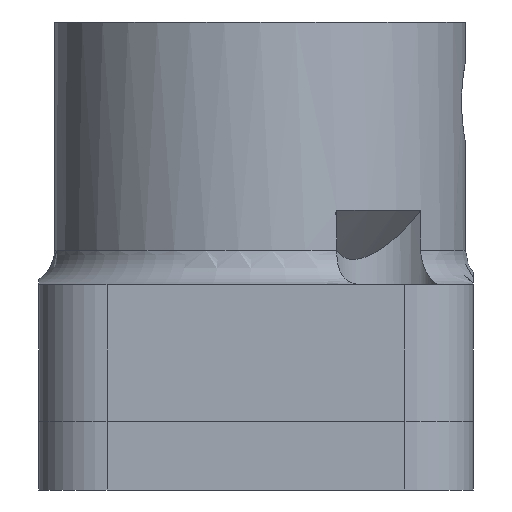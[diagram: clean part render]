
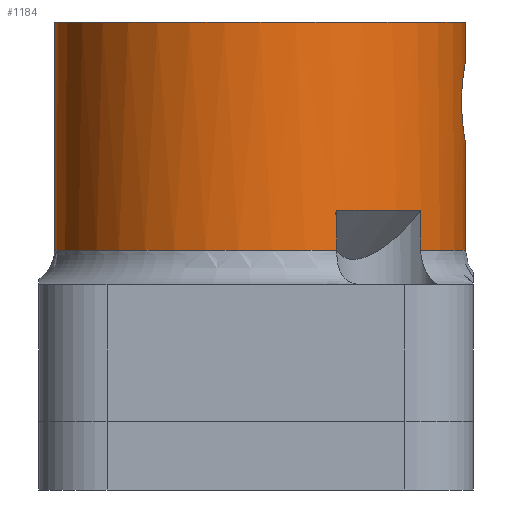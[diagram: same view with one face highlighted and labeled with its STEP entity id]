
A CAD part, front view. The second image highlights one B-rep face of the part: STEP entity #1184.
In plain terms, the highlighted cylindrical face has radius 9 mm (diameter 18 mm), a full revolution.
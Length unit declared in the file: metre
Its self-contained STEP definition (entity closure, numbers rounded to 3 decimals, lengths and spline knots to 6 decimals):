
#30=B_SPLINE_CURVE_WITH_KNOTS('',3,(#2124,#2125,#2126,#2127,#2128,#2129,
#2130,#2131,#2132,#2133,#2134),.UNSPECIFIED.,.T.,.F.,(1,1,1,1,1,1,1,1,1,
1,1,1,1,1,1),(-0.004111,-0.002741,-0.00137,
0.,0.00137,0.002741,0.004111,0.005482,
0.006852,0.008222,0.009593,0.010963,
0.012333,0.013704,0.015074),.UNSPECIFIED.);
#54=CYLINDRICAL_SURFACE('',#1299,0.009);
#114=LINE('',#1864,#186);
#115=LINE('',#1878,#187);
#116=LINE('',#1898,#188);
#117=LINE('',#1912,#189);
#186=VECTOR('',#1505,1.);
#187=VECTOR('',#1506,1.);
#188=VECTOR('',#1511,1.);
#189=VECTOR('',#1512,1.);
#340=ORIENTED_EDGE('',*,*,#623,.T.);
#341=ORIENTED_EDGE('',*,*,#616,.F.);
#342=ORIENTED_EDGE('',*,*,#624,.T.);
#343=ORIENTED_EDGE('',*,*,#612,.F.);
#344=ORIENTED_EDGE('',*,*,#625,.T.);
#345=ORIENTED_EDGE('',*,*,#610,.F.);
#346=ORIENTED_EDGE('',*,*,#626,.T.);
#347=ORIENTED_EDGE('',*,*,#618,.F.);
#348=ORIENTED_EDGE('',*,*,#627,.T.);
#349=ORIENTED_EDGE('',*,*,#622,.F.);
#610=EDGE_CURVE('',#760,#761,#114,.F.);
#612=EDGE_CURVE('',#762,#763,#115,.T.);
#616=EDGE_CURVE('',#764,#765,#116,.F.);
#618=EDGE_CURVE('',#766,#767,#117,.T.);
#622=EDGE_CURVE('',#770,#770,#30,.T.);
#623=EDGE_CURVE('',#771,#771,#862,.T.);
#624=EDGE_CURVE('',#764,#763,#863,.F.);
#625=EDGE_CURVE('',#762,#761,#864,.T.);
#626=EDGE_CURVE('',#760,#767,#865,.F.);
#627=EDGE_CURVE('',#766,#765,#866,.T.);
#760=VERTEX_POINT('',#1863);
#761=VERTEX_POINT('',#1865);
#762=VERTEX_POINT('',#1877);
#763=VERTEX_POINT('',#1879);
#764=VERTEX_POINT('',#1897);
#765=VERTEX_POINT('',#1899);
#766=VERTEX_POINT('',#1911);
#767=VERTEX_POINT('',#1913);
#770=VERTEX_POINT('',#2135);
#771=VERTEX_POINT('',#2138);
#862=CIRCLE('',#1300,0.009);
#863=CIRCLE('',#1301,0.009);
#864=CIRCLE('',#1302,0.009);
#865=CIRCLE('',#1303,0.009);
#866=CIRCLE('',#1304,0.009);
#943=EDGE_LOOP('',(#340));
#944=EDGE_LOOP('',(#341,#342,#343,#344,#345,#346,#347,#348));
#945=EDGE_LOOP('',(#349));
#1055=FACE_BOUND('',#943,.T.);
#1056=FACE_BOUND('',#944,.T.);
#1057=FACE_BOUND('',#945,.T.);
#1184=ADVANCED_FACE('',(#1055,#1056,#1057),#54,.T.);
#1299=AXIS2_PLACEMENT_3D('',#2136,#1515,#1516);
#1300=AXIS2_PLACEMENT_3D('',#2137,#1517,#1518);
#1301=AXIS2_PLACEMENT_3D('',#2139,#1519,#1520);
#1302=AXIS2_PLACEMENT_3D('',#2140,#1521,#1522);
#1303=AXIS2_PLACEMENT_3D('',#2141,#1523,#1524);
#1304=AXIS2_PLACEMENT_3D('',#2142,#1525,#1526);
#1505=DIRECTION('',(0.,0.,-1.));
#1506=DIRECTION('',(0.,0.,-1.));
#1511=DIRECTION('',(0.,0.,-1.));
#1512=DIRECTION('',(0.,0.,-1.));
#1515=DIRECTION('',(0.,0.,1.));
#1516=DIRECTION('',(-1.,0.,0.));
#1517=DIRECTION('',(0.,0.,-1.));
#1518=DIRECTION('',(-1.,0.,0.));
#1519=DIRECTION('',(0.,0.,-1.));
#1520=DIRECTION('',(-1.,0.,0.));
#1521=DIRECTION('',(0.,0.,1.));
#1522=DIRECTION('',(1.,0.,0.));
#1523=DIRECTION('',(0.,0.,-1.));
#1524=DIRECTION('',(-1.,0.,0.));
#1525=DIRECTION('',(0.,0.,1.));
#1526=DIRECTION('',(1.,0.,0.));
#1863=CARTESIAN_POINT('',(0.007043,-0.037303,-0.0115));
#1864=CARTESIAN_POINT('',(0.007043,-0.037303,-0.005813));
#1865=CARTESIAN_POINT('',(0.007043,-0.037303,-0.00975));
#1877=CARTESIAN_POINT('',(0.003361,-0.040049,-0.00975));
#1878=CARTESIAN_POINT('',(0.003361,-0.040049,-0.005813));
#1879=CARTESIAN_POINT('',(0.003361,-0.040049,-0.0115));
#1897=CARTESIAN_POINT('',(0.003361,-0.023351,-0.0115));
#1898=CARTESIAN_POINT('',(0.003361,-0.023351,-0.005813));
#1899=CARTESIAN_POINT('',(0.003361,-0.023351,-0.00975));
#1911=CARTESIAN_POINT('',(0.007043,-0.026097,-0.00975));
#1912=CARTESIAN_POINT('',(0.007043,-0.026097,-0.005813));
#1913=CARTESIAN_POINT('',(0.007043,-0.026097,-0.0115));
#2124=CARTESIAN_POINT('',(0.008915,-0.030331,-0.006374));
#2125=CARTESIAN_POINT('',(0.008787,-0.029769,-0.005));
#2126=CARTESIAN_POINT('',(0.008915,-0.030329,-0.003627));
#2127=CARTESIAN_POINT('',(0.009043,-0.031698,-0.003061));
#2128=CARTESIAN_POINT('',(0.008915,-0.033071,-0.003624));
#2129=CARTESIAN_POINT('',(0.008787,-0.033629,-0.004996));
#2130=CARTESIAN_POINT('',(0.008914,-0.033074,-0.006365));
#2131=CARTESIAN_POINT('',(0.009043,-0.031704,-0.006942));
#2132=CARTESIAN_POINT('',(0.008915,-0.030331,-0.006374));
#2133=CARTESIAN_POINT('',(0.008787,-0.029769,-0.005));
#2134=CARTESIAN_POINT('',(0.008915,-0.030329,-0.003627));
#2135=CARTESIAN_POINT('',(0.008829,-0.029956,-0.005));
#2136=CARTESIAN_POINT('',(0.,-0.0317,-0.007));
#2137=CARTESIAN_POINT('',(0.,-0.0317,-0.0015));
#2138=CARTESIAN_POINT('',(-0.009,-0.0317,-0.0015));
#2139=CARTESIAN_POINT('',(0.,-0.0317,-0.0115));
#2140=CARTESIAN_POINT('',(0.,-0.0317,-0.00975));
#2141=CARTESIAN_POINT('',(0.,-0.0317,-0.0115));
#2142=CARTESIAN_POINT('',(0.,-0.0317,-0.00975));
